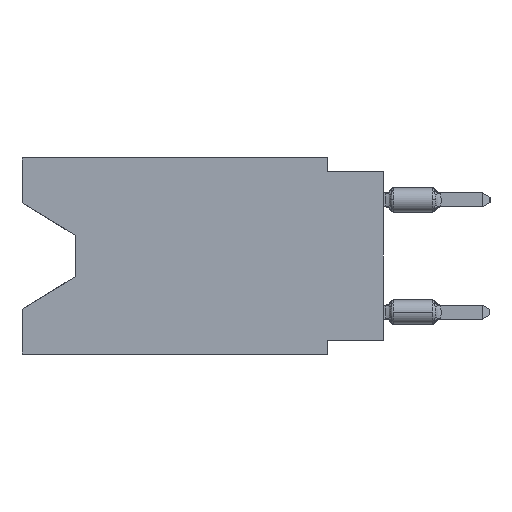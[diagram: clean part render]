
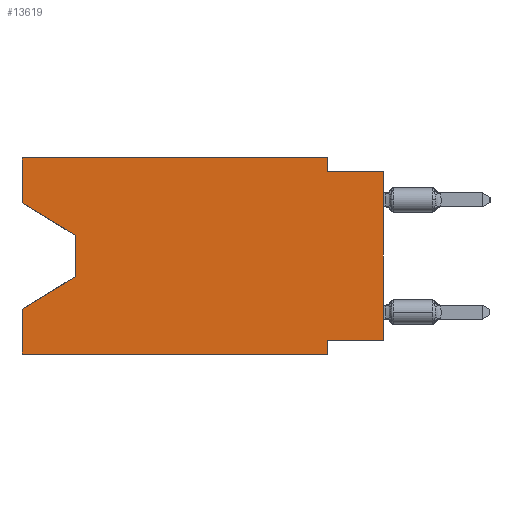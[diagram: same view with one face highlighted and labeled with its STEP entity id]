
A CAD part, left-side view. The second image highlights one B-rep face of the part: STEP entity #13619.
In plain terms, the highlighted planar face has unit normal (-1, 0, 0).
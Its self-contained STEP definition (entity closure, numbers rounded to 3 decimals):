
#55 = CARTESIAN_POINT ( 'NONE',  ( 0., 2.54, 0. ) ) ;
#432 = EDGE_CURVE ( 'NONE', #14192, #6178, #41181, .T. ) ;
#510 = CARTESIAN_POINT ( 'NONE',  ( 0., 0., 0. ) ) ;
#1689 = EDGE_CURVE ( 'NONE', #6178, #25381, #18870, .T. ) ;
#2185 = LINE ( 'NONE', #37591, #11984 ) ;
#3077 = DIRECTION ( 'NONE',  ( 0., -1., 0. ) ) ;
#3391 = ORIENTED_EDGE ( 'NONE', *, *, #30531, .T. ) ;
#4618 = CARTESIAN_POINT ( 'NONE',  ( 0., 16.383, -6.852 ) ) ;
#4685 = ORIENTED_EDGE ( 'NONE', *, *, #18080, .T. ) ;
#4856 = CARTESIAN_POINT ( 'NONE',  ( 0., 2.54, -8.89 ) ) ;
#6178 = VERTEX_POINT ( 'NONE', #39154 ) ;
#6532 = LINE ( 'NONE', #19400, #21009 ) ;
#6659 = LINE ( 'NONE', #28586, #13183 ) ;
#6816 = EDGE_CURVE ( 'NONE', #23920, #13388, #27706, .T. ) ;
#8258 = PLANE ( 'NONE',  #11814 ) ;
#8775 = EDGE_LOOP ( 'NONE', ( #25312, #18536, #3391, #19217, #13055, #22771, #35420, #4685, #41680, #20557, #33600, #10931 ) ) ;
#8935 = DIRECTION ( 'NONE',  ( 0., 0., -1. ) ) ;
#9169 = LINE ( 'NONE', #28969, #26479 ) ;
#9451 = CARTESIAN_POINT ( 'NONE',  ( 0., 16.383, 0. ) ) ;
#9955 = VECTOR ( 'NONE', #40175, 1000. ) ;
#10235 = EDGE_CURVE ( 'NONE', #35044, #40076, #2185, .T. ) ;
#10931 = ORIENTED_EDGE ( 'NONE', *, *, #23664, .F. ) ;
#11814 = AXIS2_PLACEMENT_3D ( 'NONE', #29970, #36704, #20491 ) ;
#11984 = VECTOR ( 'NONE', #21787, 1000. ) ;
#12309 = CARTESIAN_POINT ( 'NONE',  ( 0., 16.383, 0. ) ) ;
#12566 = DIRECTION ( 'NONE',  ( 0., 0.855, -0.519 ) ) ;
#12692 = VECTOR ( 'NONE', #8935, 1000. ) ;
#13055 = ORIENTED_EDGE ( 'NONE', *, *, #35842, .T. ) ;
#13183 = VECTOR ( 'NONE', #12566, 1000. ) ;
#13388 = VERTEX_POINT ( 'NONE', #4618 ) ;
#13619 = ADVANCED_FACE ( 'NONE', ( #17977 ), #8258, .F. ) ;
#13967 = VECTOR ( 'NONE', #40962, 1000. ) ;
#14191 = CARTESIAN_POINT ( 'NONE',  ( 0., 0., -0.635 ) ) ;
#14192 = VERTEX_POINT ( 'NONE', #34739 ) ;
#14844 = CARTESIAN_POINT ( 'NONE',  ( 0., 13.97, -3.505 ) ) ;
#15351 = CARTESIAN_POINT ( 'NONE',  ( 0., 16.383, -8.89 ) ) ;
#17057 = VECTOR ( 'NONE', #3077, 1000. ) ;
#17730 = EDGE_CURVE ( 'NONE', #30029, #14192, #6532, .T. ) ;
#17931 = CARTESIAN_POINT ( 'NONE',  ( 0., 16.383, -2.038 ) ) ;
#17977 = FACE_OUTER_BOUND ( 'NONE', #8775, .T. ) ;
#18080 = EDGE_CURVE ( 'NONE', #22912, #25381, #23284, .T. ) ;
#18536 = ORIENTED_EDGE ( 'NONE', *, *, #23131, .T. ) ;
#18870 = LINE ( 'NONE', #31519, #36621 ) ;
#19163 = VERTEX_POINT ( 'NONE', #21695 ) ;
#19217 = ORIENTED_EDGE ( 'NONE', *, *, #6816, .F. ) ;
#19400 = CARTESIAN_POINT ( 'NONE',  ( 0., 16.383, 0. ) ) ;
#19597 = DIRECTION ( 'NONE',  ( 0., -1., 0. ) ) ;
#20491 = DIRECTION ( 'NONE',  ( 0., 0., -1. ) ) ;
#20557 = ORIENTED_EDGE ( 'NONE', *, *, #432, .F. ) ;
#21009 = VECTOR ( 'NONE', #19597, 1000. ) ;
#21695 = CARTESIAN_POINT ( 'NONE',  ( 0., 13.97, -5.385 ) ) ;
#21787 = DIRECTION ( 'NONE',  ( 0., 0., -1. ) ) ;
#22043 = CARTESIAN_POINT ( 'NONE',  ( 0., 16.383, -8.89 ) ) ;
#22338 = LINE ( 'NONE', #14844, #13967 ) ;
#22771 = ORIENTED_EDGE ( 'NONE', *, *, #10235, .F. ) ;
#22811 = EDGE_CURVE ( 'NONE', #22912, #35044, #25793, .T. ) ;
#22912 = VERTEX_POINT ( 'NONE', #39696 ) ;
#23070 = DIRECTION ( 'NONE',  ( 0., 0., 1. ) ) ;
#23131 = EDGE_CURVE ( 'NONE', #27304, #19163, #22338, .T. ) ;
#23284 = LINE ( 'NONE', #510, #35137 ) ;
#23538 = CARTESIAN_POINT ( 'NONE',  ( 0., 16.383, 0. ) ) ;
#23664 = EDGE_CURVE ( 'NONE', #34003, #30029, #27310, .T. ) ;
#23920 = VERTEX_POINT ( 'NONE', #22043 ) ;
#24149 = VECTOR ( 'NONE', #38874, 1000. ) ;
#25312 = ORIENTED_EDGE ( 'NONE', *, *, #28100, .T. ) ;
#25381 = VERTEX_POINT ( 'NONE', #14191 ) ;
#25793 = LINE ( 'NONE', #26419, #24149 ) ;
#26419 = CARTESIAN_POINT ( 'NONE',  ( 0., 0., -8.255 ) ) ;
#26479 = VECTOR ( 'NONE', #34884, 1000. ) ;
#27304 = VERTEX_POINT ( 'NONE', #32029 ) ;
#27310 = LINE ( 'NONE', #23538, #9955 ) ;
#27706 = LINE ( 'NONE', #12309, #32231 ) ;
#28100 = EDGE_CURVE ( 'NONE', #34003, #27304, #9169, .T. ) ;
#28586 = CARTESIAN_POINT ( 'NONE',  ( 0., 13.97, -5.385 ) ) ;
#28969 = CARTESIAN_POINT ( 'NONE',  ( 0., 16.383, -2.038 ) ) ;
#29970 = CARTESIAN_POINT ( 'NONE',  ( 0., 16.383, 0. ) ) ;
#30029 = VERTEX_POINT ( 'NONE', #9451 ) ;
#30531 = EDGE_CURVE ( 'NONE', #19163, #13388, #6659, .T. ) ;
#31519 = CARTESIAN_POINT ( 'NONE',  ( 0., 0., -0.635 ) ) ;
#31705 = DIRECTION ( 'NONE',  ( 0., 0., 1. ) ) ;
#32029 = CARTESIAN_POINT ( 'NONE',  ( 0., 13.97, -3.505 ) ) ;
#32231 = VECTOR ( 'NONE', #31705, 1000. ) ;
#33600 = ORIENTED_EDGE ( 'NONE', *, *, #17730, .F. ) ;
#34003 = VERTEX_POINT ( 'NONE', #17931 ) ;
#34739 = CARTESIAN_POINT ( 'NONE',  ( 0., 2.54, 0. ) ) ;
#34884 = DIRECTION ( 'NONE',  ( 0., -0.855, -0.519 ) ) ;
#35044 = VERTEX_POINT ( 'NONE', #37762 ) ;
#35064 = DIRECTION ( 'NONE',  ( 0., -1., 0. ) ) ;
#35137 = VECTOR ( 'NONE', #23070, 1000. ) ;
#35420 = ORIENTED_EDGE ( 'NONE', *, *, #22811, .F. ) ;
#35842 = EDGE_CURVE ( 'NONE', #23920, #40076, #40841, .T. ) ;
#36621 = VECTOR ( 'NONE', #35064, 1000. ) ;
#36704 = DIRECTION ( 'NONE',  ( 1., 0., 0. ) ) ;
#37591 = CARTESIAN_POINT ( 'NONE',  ( 0., 2.54, -8.89 ) ) ;
#37762 = CARTESIAN_POINT ( 'NONE',  ( 0., 2.54, -8.255 ) ) ;
#38874 = DIRECTION ( 'NONE',  ( 0., 1., 0. ) ) ;
#39154 = CARTESIAN_POINT ( 'NONE',  ( 0., 2.54, -0.635 ) ) ;
#39696 = CARTESIAN_POINT ( 'NONE',  ( 0., 0., -8.255 ) ) ;
#40076 = VERTEX_POINT ( 'NONE', #4856 ) ;
#40175 = DIRECTION ( 'NONE',  ( 0., 0., 1. ) ) ;
#40841 = LINE ( 'NONE', #15351, #17057 ) ;
#40962 = DIRECTION ( 'NONE',  ( 0., 0., -1. ) ) ;
#41181 = LINE ( 'NONE', #55, #12692 ) ;
#41680 = ORIENTED_EDGE ( 'NONE', *, *, #1689, .F. ) ;
